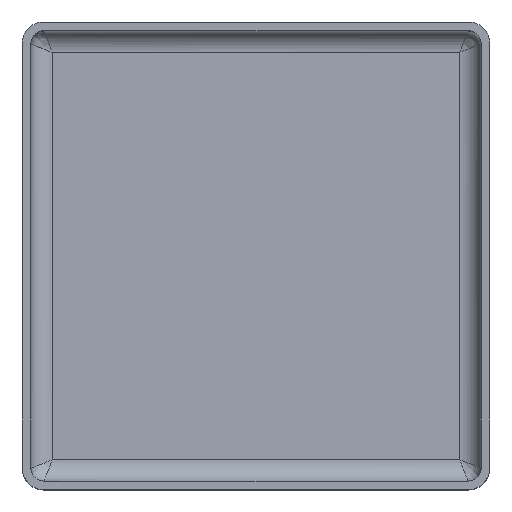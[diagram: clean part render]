
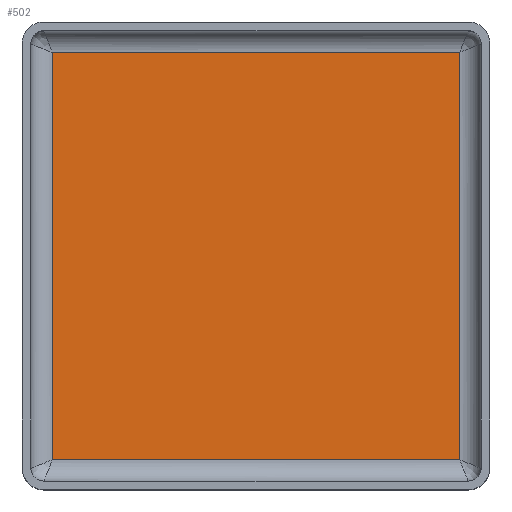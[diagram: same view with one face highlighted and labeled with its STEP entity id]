
A CAD part, top view. The second image highlights one B-rep face of the part: STEP entity #502.
In plain terms, the highlighted planar face has unit normal (0, 0, 1).
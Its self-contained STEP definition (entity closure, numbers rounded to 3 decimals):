
#22=PLANE('',#570);
#31=LINE('',#873,#71);
#33=LINE('',#968,#73);
#36=LINE('',#972,#76);
#38=LINE('',#975,#78);
#71=VECTOR('',#627,10.);
#73=VECTOR('',#643,10.);
#76=VECTOR('',#648,10.);
#78=VECTOR('',#652,10.);
#139=FACE_OUTER_BOUND('',#174,.T.);
#174=EDGE_LOOP('',(#386,#387,#388,#389));
#231=VERTEX_POINT('',#821);
#234=VERTEX_POINT('',#867);
#237=VERTEX_POINT('',#916);
#240=VERTEX_POINT('',#962);
#276=EDGE_CURVE('',#234,#231,#31,.T.);
#284=EDGE_CURVE('',#240,#234,#33,.T.);
#287=EDGE_CURVE('',#237,#240,#36,.T.);
#289=EDGE_CURVE('',#231,#237,#38,.T.);
#386=ORIENTED_EDGE('',*,*,#276,.T.);
#387=ORIENTED_EDGE('',*,*,#289,.T.);
#388=ORIENTED_EDGE('',*,*,#287,.T.);
#389=ORIENTED_EDGE('',*,*,#284,.T.);
#502=ADVANCED_FACE('',(#139),#22,.T.);
#570=AXIS2_PLACEMENT_3D('',#994,#672,#673);
#627=DIRECTION('',(-1.,0.,0.));
#643=DIRECTION('',(0.,1.,0.));
#648=DIRECTION('',(1.,0.,0.));
#652=DIRECTION('',(0.,-1.,0.));
#672=DIRECTION('center_axis',(0.,0.,
1.));
#673=DIRECTION('ref_axis',(1.,0.,0.));
#821=CARTESIAN_POINT('',(1938.538,1476.588,-1208.59));
#867=CARTESIAN_POINT('',(2032.538,1476.588,-1208.59));
#873=CARTESIAN_POINT('',(1961.038,1476.588,-1208.59));
#916=CARTESIAN_POINT('',(1938.538,1382.588,-1208.59));
#962=CARTESIAN_POINT('',(2032.538,1382.588,-1208.59));
#968=CARTESIAN_POINT('',(2032.538,1454.088,-1208.59));
#972=CARTESIAN_POINT('',(2010.038,1382.588,-1208.59));
#975=CARTESIAN_POINT('',(1938.538,1405.088,-1208.59));
#994=CARTESIAN_POINT('Origin',(1985.538,1429.588,-1208.59));
